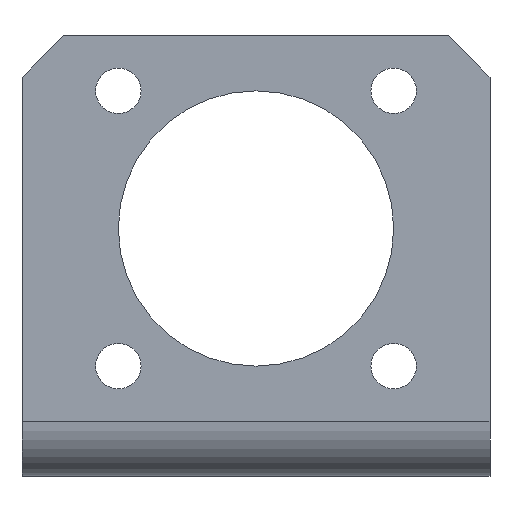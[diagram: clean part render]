
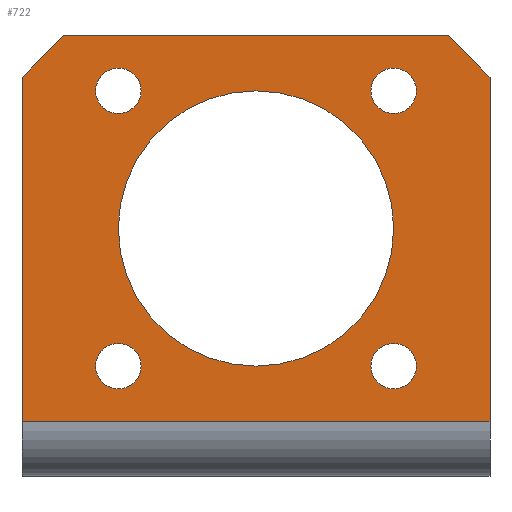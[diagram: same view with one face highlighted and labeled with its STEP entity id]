
A CAD part, front view. The second image highlights one B-rep face of the part: STEP entity #722.
In plain terms, the highlighted planar face has unit normal (0, -1, 0).
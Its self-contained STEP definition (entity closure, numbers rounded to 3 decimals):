
#52=FACE_BOUND('',#195,.T.);
#53=FACE_BOUND('',#196,.T.);
#54=FACE_BOUND('',#197,.T.);
#55=FACE_BOUND('',#198,.T.);
#56=FACE_BOUND('',#199,.T.);
#98=CIRCLE('',#792,1.65);
#99=CIRCLE('',#794,1.65);
#100=CIRCLE('',#796,1.65);
#101=CIRCLE('',#798,1.65);
#102=CIRCLE('',#800,10.);
#141=FACE_OUTER_BOUND('',#194,.T.);
#194=EDGE_LOOP('',(#627,#628,#629,#630,#631,#632));
#195=EDGE_LOOP('',(#633));
#196=EDGE_LOOP('',(#634));
#197=EDGE_LOOP('',(#635));
#198=EDGE_LOOP('',(#636));
#199=EDGE_LOOP('',(#637));
#208=LINE('',#1042,#260);
#214=LINE('',#1053,#266);
#219=LINE('',#1075,#271);
#222=LINE('',#1080,#274);
#253=LINE('',#1221,#305);
#256=LINE('',#1233,#308);
#260=VECTOR('',#818,4.243);
#266=VECTOR('',#826,25.);
#271=VECTOR('',#845,4.243);
#274=VECTOR('',#850,25.);
#305=VECTOR('',#1007,34.);
#308=VECTOR('',#1024,28.);
#312=VERTEX_POINT('',#1040);
#313=VERTEX_POINT('',#1041);
#317=VERTEX_POINT('',#1051);
#326=VERTEX_POINT('',#1073);
#327=VERTEX_POINT('',#1074);
#328=VERTEX_POINT('',#1079);
#371=VERTEX_POINT('',#1206);
#372=VERTEX_POINT('',#1209);
#373=VERTEX_POINT('',#1212);
#374=VERTEX_POINT('',#1215);
#375=VERTEX_POINT('',#1218);
#378=EDGE_CURVE('',#312,#313,#208,.T.);
#384=EDGE_CURVE('',#317,#312,#214,.T.);
#394=EDGE_CURVE('',#326,#327,#219,.T.);
#397=EDGE_CURVE('',#327,#328,#222,.T.);
#460=EDGE_CURVE('',#371,#371,#98,.T.);
#461=EDGE_CURVE('',#372,#372,#99,.T.);
#462=EDGE_CURVE('',#373,#373,#100,.T.);
#463=EDGE_CURVE('',#374,#374,#101,.T.);
#464=EDGE_CURVE('',#375,#375,#102,.T.);
#465=EDGE_CURVE('',#317,#328,#253,.T.);
#472=EDGE_CURVE('',#313,#326,#256,.T.);
#627=ORIENTED_EDGE('',*,*,#378,.F.);
#628=ORIENTED_EDGE('',*,*,#384,.F.);
#629=ORIENTED_EDGE('',*,*,#465,.T.);
#630=ORIENTED_EDGE('',*,*,#397,.F.);
#631=ORIENTED_EDGE('',*,*,#394,.F.);
#632=ORIENTED_EDGE('',*,*,#472,.F.);
#633=ORIENTED_EDGE('',*,*,#460,.T.);
#634=ORIENTED_EDGE('',*,*,#461,.T.);
#635=ORIENTED_EDGE('',*,*,#462,.T.);
#636=ORIENTED_EDGE('',*,*,#463,.T.);
#637=ORIENTED_EDGE('',*,*,#464,.T.);
#684=PLANE('',#809);
#722=ADVANCED_FACE('',(#141,#52,#53,#54,#55,#56),#684,.F.);
#792=AXIS2_PLACEMENT_3D('',#1207,#987,#988);
#794=AXIS2_PLACEMENT_3D('',#1210,#991,#992);
#796=AXIS2_PLACEMENT_3D('',#1213,#995,#996);
#798=AXIS2_PLACEMENT_3D('',#1216,#999,#1000);
#800=AXIS2_PLACEMENT_3D('',#1219,#1003,#1004);
#809=AXIS2_PLACEMENT_3D('',#1234,#1025,#1026);
#818=DIRECTION('',(0.707,0.,0.707));
#826=DIRECTION('',(0.,0.,1.));
#845=DIRECTION('',(0.707,0.,-0.707));
#850=DIRECTION('',(0.,0.,-1.));
#987=DIRECTION('center_axis',(0.,1.,0.));
#988=DIRECTION('ref_axis',(1.,0.,0.));
#991=DIRECTION('center_axis',(0.,1.,0.));
#992=DIRECTION('ref_axis',(1.,0.,0.));
#995=DIRECTION('center_axis',(0.,1.,0.));
#996=DIRECTION('ref_axis',(1.,0.,0.));
#999=DIRECTION('center_axis',(0.,1.,0.));
#1000=DIRECTION('ref_axis',(1.,0.,0.));
#1003=DIRECTION('center_axis',(0.,1.,0.));
#1004=DIRECTION('ref_axis',(1.,0.,0.));
#1007=DIRECTION('',(1.,0.,0.));
#1024=DIRECTION('',(1.,0.,0.));
#1025=DIRECTION('center_axis',(0.,1.,0.));
#1026=DIRECTION('ref_axis',(1.,0.,0.));
#1040=CARTESIAN_POINT('',(0.,-4.,29.));
#1041=CARTESIAN_POINT('',(3.,-4.,32.));
#1042=CARTESIAN_POINT('',(1.685,-4.,30.685));
#1051=CARTESIAN_POINT('',(0.,-4.,4.));
#1053=CARTESIAN_POINT('',(0.,-4.,4.));
#1073=CARTESIAN_POINT('',(31.,-4.,32.));
#1074=CARTESIAN_POINT('',(34.,-4.,29.));
#1075=CARTESIAN_POINT('',(32.315,-4.,30.685));
#1079=CARTESIAN_POINT('',(34.,-4.,4.));
#1080=CARTESIAN_POINT('',(34.,-4.,-5.048));
#1206=CARTESIAN_POINT('',(8.65,-4.,28.));
#1207=CARTESIAN_POINT('Origin',(7.,-4.,28.));
#1209=CARTESIAN_POINT('',(28.65,-4.,8.));
#1210=CARTESIAN_POINT('Origin',(27.,-4.,8.));
#1212=CARTESIAN_POINT('',(8.65,-4.,8.));
#1213=CARTESIAN_POINT('Origin',(7.,-4.,8.));
#1215=CARTESIAN_POINT('',(28.65,-4.,28.));
#1216=CARTESIAN_POINT('Origin',(27.,-4.,28.));
#1218=CARTESIAN_POINT('',(27.,-4.,18.));
#1219=CARTESIAN_POINT('Origin',(17.,-4.,18.));
#1221=CARTESIAN_POINT('',(17.,-4.,4.));
#1233=CARTESIAN_POINT('',(0.,-4.,32.));
#1234=CARTESIAN_POINT('Origin',(17.,-4.,15.738));
